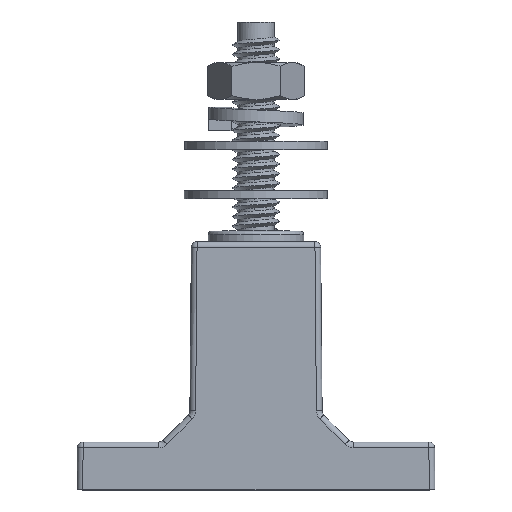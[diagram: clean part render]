
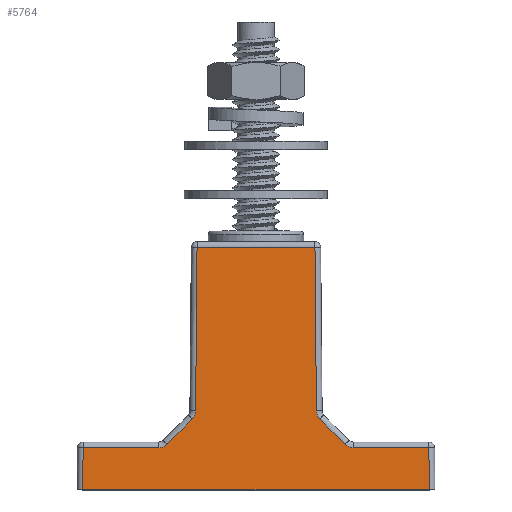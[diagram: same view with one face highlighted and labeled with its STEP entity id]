
A CAD part, top view. The second image highlights one B-rep face of the part: STEP entity #5764.
In plain terms, the highlighted planar face has unit normal (0, 0.009, 1).
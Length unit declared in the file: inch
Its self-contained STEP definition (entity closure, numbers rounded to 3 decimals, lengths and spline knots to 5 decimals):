
#87 = CARTESIAN_POINT ( 'NONE',  ( -0.46756, 0.11284, -0.00208 ) ) ;
#102 = CARTESIAN_POINT ( 'NONE',  ( -0.47896, 0.10143, -0.00198 ) ) ;
#426 = CARTESIAN_POINT ( 'NONE',  ( -0.49386, 0.09526, -0.00192 ) ) ;
#517 = VERTEX_POINT ( 'NONE', #1617 ) ;
#583 = CARTESIAN_POINT ( 'NONE',  ( -0.50999, 0.09526, -0.00192 ) ) ;
#651 = ORIENTED_EDGE ( 'NONE', *, *, #7679, .T. ) ;
#665 = EDGE_CURVE ( 'NONE', #12393, #9289, #7449, .T. ) ;
#700 = CARTESIAN_POINT ( 'NONE',  ( -0.31639, 0.28832, -0.00361 ) ) ;
#715 = CARTESIAN_POINT ( 'NONE',  ( 0.3227, 0.25769, -0.00334 ) ) ;
#794 = EDGE_CURVE ( 'NONE', #11894, #10834, #6740, .T. ) ;
#930 = EDGE_CURVE ( 'NONE', #4994, #2874, #6093, .T. ) ;
#1242 = VECTOR ( 'NONE', #11345, 39.37008 ) ;
#1386 = CARTESIAN_POINT ( 'NONE',  ( -0.33866, 1.14526, -0.01109 ) ) ;
#1428 = ORIENTED_EDGE ( 'NONE', *, *, #12791, .F. ) ;
#1474 = EDGE_CURVE ( 'NONE', #3664, #9480, #7095, .T. ) ;
#1617 = CARTESIAN_POINT ( 'NONE',  ( 0.90768, -0.125, 0. ) ) ;
#1854 = ORIENTED_EDGE ( 'NONE', *, *, #3916, .T. ) ;
#2206 = ORIENTED_EDGE ( 'NONE', *, *, #5536, .T. ) ;
#2376 = LINE ( 'NONE', #1386, #2536 ) ;
#2536 = VECTOR ( 'NONE', #4488, 39.37008 ) ;
#2626 = PLANE ( 'NONE',  #4538 ) ;
#2711 = ORIENTED_EDGE ( 'NONE', *, *, #10990, .T. ) ;
#2801 = CARTESIAN_POINT ( 'NONE',  ( 0.31653, 0.27239, -0.00347 ) ) ;
#2824 = VERTEX_POINT ( 'NONE', #5595 ) ;
#2874 = VERTEX_POINT ( 'NONE', #5691 ) ;
#2875 = CARTESIAN_POINT ( 'NONE',  ( 0.50999, 0.09526, -0.00192 ) ) ;
#2984 = VERTEX_POINT ( 'NONE', #5242 ) ;
#3011 = CARTESIAN_POINT ( 'NONE',  ( -0.47661, 0.10379, -0.002 ) ) ;
#3052 = CARTESIAN_POINT ( 'NONE',  ( 0.90576, 0.09526, -0.00192 ) ) ;
#3316 = CARTESIAN_POINT ( 'NONE',  ( 0.9355, -0.125, 0. ) ) ;
#3333 = DIRECTION ( 'NONE',  ( 0., 0.009, 1. ) ) ;
#3368 = DIRECTION ( 'NONE',  ( 0., -1., 0.009 ) ) ;
#3373 = VECTOR ( 'NONE', #4285, 39.37008 ) ;
#3480 = VECTOR ( 'NONE', #8825, 39.37008 ) ;
#3664 = VERTEX_POINT ( 'NONE', #4493 ) ;
#3824 = VECTOR ( 'NONE', #4957, 39.37008 ) ;
#3873 = CARTESIAN_POINT ( 'NONE',  ( -0.33397, 0.24642, -0.00324 ) ) ;
#3895 = VERTEX_POINT ( 'NONE', #12792 ) ;
#3916 = EDGE_CURVE ( 'NONE', #9480, #517, #4112, .T. ) ;
#3925 = EDGE_CURVE ( 'NONE', #4994, #10834, #11968, .T. ) ;
#4112 = LINE ( 'NONE', #12581, #1242 ) ;
#4285 = DIRECTION ( 'NONE',  ( -0.009, 1., -0.009 ) ) ;
#4488 = DIRECTION ( 'NONE',  ( -1., 0., 0. ) ) ;
#4493 = CARTESIAN_POINT ( 'NONE',  ( -0.90576, 0.09526, -0.00192 ) ) ;
#4538 = AXIS2_PLACEMENT_3D ( 'NONE', #3316, #3333, #3368 ) ;
#4704 = EDGE_CURVE ( 'NONE', #3895, #7441, #12279, .T. ) ;
#4734 =( BOUNDED_CURVE ( )  B_SPLINE_CURVE ( 3, ( #7001, #2801, #715, #8100 ),
 .UNSPECIFIED., .F., .T. ) 
 B_SPLINE_CURVE_WITH_KNOTS ( ( 4, 4 ),
 ( 3.93572, 4.71239 ),
 .UNSPECIFIED. ) 
 CURVE ( )  GEOMETRIC_REPRESENTATION_ITEM ( )  RATIONAL_B_SPLINE_CURVE ( ( 1., 0.95, 0.95, 1. ) ) 
 REPRESENTATION_ITEM ( '' )  );
#4745 = DIRECTION ( 'NONE',  ( -1., 0., 0. ) ) ;
#4875 = CARTESIAN_POINT ( 'NONE',  ( 0.9055, 0.12474, -0.00218 ) ) ;
#4957 = DIRECTION ( 'NONE',  ( -0.009, 1., -0.009 ) ) ;
#4994 = VERTEX_POINT ( 'NONE', #7488 ) ;
#5185 = ORIENTED_EDGE ( 'NONE', *, *, #930, .T. ) ;
#5186 = DIRECTION ( 'NONE',  ( -0.707, -0.707, 0.006 ) ) ;
#5242 = CARTESIAN_POINT ( 'NONE',  ( 0.30892, 1.14526, -0.01109 ) ) ;
#5494 = FACE_OUTER_BOUND ( 'NONE', #9852, .T. ) ;
#5536 = EDGE_CURVE ( 'NONE', #2984, #12393, #2376, .T. ) ;
#5595 = CARTESIAN_POINT ( 'NONE',  ( -0.33397, 0.24642, -0.00324 ) ) ;
#5691 = CARTESIAN_POINT ( 'NONE',  ( 0.33397, 0.24642, -0.00324 ) ) ;
#5764 = ADVANCED_FACE ( 'NONE', ( #5494 ), #2626, .T. ) ;
#5793 = VECTOR ( 'NONE', #9349, 39.37008 ) ;
#6055 = CARTESIAN_POINT ( 'NONE',  ( -0.90769, -0.12526, 0. ) ) ;
#6082 = DIRECTION ( 'NONE',  ( -0.009, -1., 0.009 ) ) ;
#6093 = LINE ( 'NONE', #8603, #3480 ) ;
#6099 = VERTEX_POINT ( 'NONE', #6121 ) ;
#6121 = CARTESIAN_POINT ( 'NONE',  ( 0.31639, 0.28832, -0.00361 ) ) ;
#6141 = ORIENTED_EDGE ( 'NONE', *, *, #3925, .F. ) ;
#6149 = LINE ( 'NONE', #10578, #3373 ) ;
#6353 = VECTOR ( 'NONE', #4745, 39.37008 ) ;
#6427 = EDGE_CURVE ( 'NONE', #6099, #2874, #4734, .T. ) ;
#6462 = ORIENTED_EDGE ( 'NONE', *, *, #665, .T. ) ;
#6685 = LINE ( 'NONE', #12232, #6353 ) ;
#6713 = VECTOR ( 'NONE', #9159, 39.37008 ) ;
#6740 = LINE ( 'NONE', #9052, #6713 ) ;
#6789 = VECTOR ( 'NONE', #6082, 39.37008 ) ;
#7001 = CARTESIAN_POINT ( 'NONE',  ( 0.31639, 0.28832, -0.00361 ) ) ;
#7018 = CARTESIAN_POINT ( 'NONE',  ( -0.31639, 0.28832, -0.00361 ) ) ;
#7025 = CARTESIAN_POINT ( 'NONE',  ( -0.31653, 0.27239, -0.00347 ) ) ;
#7095 = LINE ( 'NONE', #6055, #6789 ) ;
#7302 = CARTESIAN_POINT ( 'NONE',  ( -0.90768, -0.125, 0. ) ) ;
#7441 = VERTEX_POINT ( 'NONE', #11761 ) ;
#7449 = LINE ( 'NONE', #9382, #5793 ) ;
#7488 = CARTESIAN_POINT ( 'NONE',  ( 0.46756, 0.11284, -0.00208 ) ) ;
#7679 = EDGE_CURVE ( 'NONE', #3895, #3664, #6685, .T. ) ;
#8100 = CARTESIAN_POINT ( 'NONE',  ( 0.33397, 0.24642, -0.00324 ) ) ;
#8255 = ORIENTED_EDGE ( 'NONE', *, *, #794, .T. ) ;
#8277 = ORIENTED_EDGE ( 'NONE', *, *, #11944, .T. ) ;
#8556 = VECTOR ( 'NONE', #5186, 39.37008 ) ;
#8603 = CARTESIAN_POINT ( 'NONE',  ( 0.32528, 0.2551, -0.00332 ) ) ;
#8824 = EDGE_CURVE ( 'NONE', #517, #11894, #12198, .T. ) ;
#8825 = DIRECTION ( 'NONE',  ( -0.707, 0.707, -0.006 ) ) ;
#8964 =( BOUNDED_CURVE ( )  B_SPLINE_CURVE ( 3, ( #3873, #10143, #7025, #700 ),
 .UNSPECIFIED., .F., .F. ) 
 B_SPLINE_CURVE_WITH_KNOTS ( ( 4, 4 ),
 ( 4.71239, 5.48906 ),
 .UNSPECIFIED. ) 
 CURVE ( )  GEOMETRIC_REPRESENTATION_ITEM ( )  RATIONAL_B_SPLINE_CURVE ( ( 1., 0.95, 0.95, 1. ) ) 
 REPRESENTATION_ITEM ( '' )  );
#9052 = CARTESIAN_POINT ( 'NONE',  ( 0.49782, 0.09526, -0.00192 ) ) ;
#9159 = DIRECTION ( 'NONE',  ( -1., 0., 0. ) ) ;
#9289 = VERTEX_POINT ( 'NONE', #7018 ) ;
#9349 = DIRECTION ( 'NONE',  ( -0.009, -1., 0.009 ) ) ;
#9382 = CARTESIAN_POINT ( 'NONE',  ( -0.3165, 0.27605, -0.0035 ) ) ;
#9480 = VERTEX_POINT ( 'NONE', #7302 ) ;
#9852 = EDGE_LOOP ( 'NONE', ( #651, #12540, #1854, #12028, #8255, #6141, #5185, #11239, #8277, #2206, #6462, #1428, #2711, #11231 ) ) ;
#10143 = CARTESIAN_POINT ( 'NONE',  ( -0.3227, 0.25769, -0.00334 ) ) ;
#10578 = CARTESIAN_POINT ( 'NONE',  ( 0.30866, 1.17474, -0.01134 ) ) ;
#10834 = VERTEX_POINT ( 'NONE', #2875 ) ;
#10867 = CARTESIAN_POINT ( 'NONE',  ( 0.50999, 0.09526, -0.00192 ) ) ;
#10915 = CARTESIAN_POINT ( 'NONE',  ( 0.46756, 0.11284, -0.00208 ) ) ;
#10990 = EDGE_CURVE ( 'NONE', #2824, #7441, #11374, .T. ) ;
#11001 = CARTESIAN_POINT ( 'NONE',  ( 0.47896, 0.10143, -0.00198 ) ) ;
#11231 = ORIENTED_EDGE ( 'NONE', *, *, #4704, .F. ) ;
#11239 = ORIENTED_EDGE ( 'NONE', *, *, #6427, .F. ) ;
#11345 = DIRECTION ( 'NONE',  ( 1., 0., 0. ) ) ;
#11374 = LINE ( 'NONE', #3011, #8556 ) ;
#11761 = CARTESIAN_POINT ( 'NONE',  ( -0.46756, 0.11284, -0.00208 ) ) ;
#11894 = VERTEX_POINT ( 'NONE', #3052 ) ;
#11944 = EDGE_CURVE ( 'NONE', #6099, #2984, #6149, .T. ) ;
#11968 =( BOUNDED_CURVE ( )  B_SPLINE_CURVE ( 3, ( #10915, #11001, #12928, #10867 ),
 .UNSPECIFIED., .F., .T. ) 
 B_SPLINE_CURVE_WITH_KNOTS ( ( 4, 4 ),
 ( 4.71239, 5.49783 ),
 .UNSPECIFIED. ) 
 CURVE ( )  GEOMETRIC_REPRESENTATION_ITEM ( )  RATIONAL_B_SPLINE_CURVE ( ( 1., 0.949, 0.949, 1. ) ) 
 REPRESENTATION_ITEM ( '' )  );
#12028 = ORIENTED_EDGE ( 'NONE', *, *, #8824, .T. ) ;
#12198 = LINE ( 'NONE', #4875, #3824 ) ;
#12232 = CARTESIAN_POINT ( 'NONE',  ( -0.9355, 0.09526, -0.00192 ) ) ;
#12279 =( BOUNDED_CURVE ( )  B_SPLINE_CURVE ( 3, ( #583, #426, #102, #87 ),
 .UNSPECIFIED., .F., .T. ) 
 B_SPLINE_CURVE_WITH_KNOTS ( ( 4, 4 ),
 ( 3.92695, 4.71239 ),
 .UNSPECIFIED. ) 
 CURVE ( )  GEOMETRIC_REPRESENTATION_ITEM ( )  RATIONAL_B_SPLINE_CURVE ( ( 1., 0.949, 0.949, 1. ) ) 
 REPRESENTATION_ITEM ( '' )  );
#12393 = VERTEX_POINT ( 'NONE', #12538 ) ;
#12538 = CARTESIAN_POINT ( 'NONE',  ( -0.30892, 1.14526, -0.01109 ) ) ;
#12540 = ORIENTED_EDGE ( 'NONE', *, *, #1474, .T. ) ;
#12581 = CARTESIAN_POINT ( 'NONE',  ( 0.9355, -0.125, 0. ) ) ;
#12791 = EDGE_CURVE ( 'NONE', #2824, #9289, #8964, .T. ) ;
#12792 = CARTESIAN_POINT ( 'NONE',  ( -0.50999, 0.09526, -0.00192 ) ) ;
#12928 = CARTESIAN_POINT ( 'NONE',  ( 0.49386, 0.09526, -0.00192 ) ) ;
